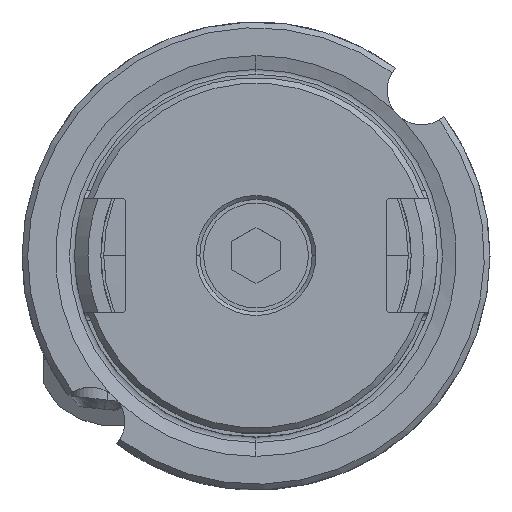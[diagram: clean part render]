
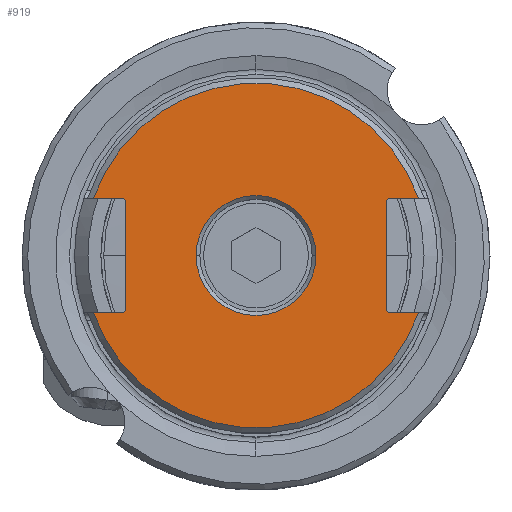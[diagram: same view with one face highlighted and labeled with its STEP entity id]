
A CAD part, top view. The second image highlights one B-rep face of the part: STEP entity #919.
In plain terms, the highlighted planar face has unit normal (0, 0, 1).
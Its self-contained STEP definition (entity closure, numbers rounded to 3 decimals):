
#328=FACE_BOUND('',#3956,.T.);
#329=FACE_BOUND('',#3957,.T.);
#919=ADVANCED_FACE('',(#328,#329),#1903,.T.);
#1903=PLANE('',#21950);
#3956=EDGE_LOOP('',(#6405,#6406,#6407,#6408,#6409,#6410,#6411,#6412,#6413,
#6414,#6415,#6416));
#3957=EDGE_LOOP('',(#6417,#6418));
#5105=CIRCLE('',#21938,0.2);
#5106=CIRCLE('',#21941,0.2);
#5107=CIRCLE('',#21944,9.05);
#5108=CIRCLE('',#21945,0.2);
#5109=CIRCLE('',#21946,0.2);
#5110=CIRCLE('',#21947,9.05);
#5111=CIRCLE('',#21948,3.15);
#5112=CIRCLE('',#21949,3.15);
#6405=ORIENTED_EDGE('',*,*,#14111,.F.);
#6406=ORIENTED_EDGE('',*,*,#14116,.F.);
#6407=ORIENTED_EDGE('',*,*,#14117,.F.);
#6408=ORIENTED_EDGE('',*,*,#14118,.T.);
#6409=ORIENTED_EDGE('',*,*,#14119,.F.);
#6410=ORIENTED_EDGE('',*,*,#14120,.T.);
#6411=ORIENTED_EDGE('',*,*,#14121,.F.);
#6412=ORIENTED_EDGE('',*,*,#14122,.T.);
#6413=ORIENTED_EDGE('',*,*,#14123,.F.);
#6414=ORIENTED_EDGE('',*,*,#14102,.F.);
#6415=ORIENTED_EDGE('',*,*,#14107,.F.);
#6416=ORIENTED_EDGE('',*,*,#14109,.F.);
#6417=ORIENTED_EDGE('',*,*,#14124,.F.);
#6418=ORIENTED_EDGE('',*,*,#14125,.F.);
#11922=VERTEX_POINT('',#30318);
#11923=VERTEX_POINT('',#30319);
#11926=VERTEX_POINT('',#30338);
#11927=VERTEX_POINT('',#30342);
#11928=VERTEX_POINT('',#30346);
#11931=VERTEX_POINT('',#30364);
#11932=VERTEX_POINT('',#30368);
#11933=VERTEX_POINT('',#30370);
#11934=VERTEX_POINT('',#30372);
#11935=VERTEX_POINT('',#30374);
#11936=VERTEX_POINT('',#30376);
#11937=VERTEX_POINT('',#30378);
#11938=VERTEX_POINT('',#30381);
#11939=VERTEX_POINT('',#30382);
#14102=EDGE_CURVE('',#11922,#11923,#16938,.T.);
#14107=EDGE_CURVE('',#11926,#11922,#5105,.T.);
#14109=EDGE_CURVE('',#11927,#11926,#16942,.T.);
#14111=EDGE_CURVE('',#11928,#11927,#5106,.T.);
#14116=EDGE_CURVE('',#11931,#11928,#16946,.T.);
#14117=EDGE_CURVE('',#11932,#11931,#5107,.T.);
#14118=EDGE_CURVE('',#11932,#11933,#16947,.T.);
#14119=EDGE_CURVE('',#11934,#11933,#5108,.T.);
#14120=EDGE_CURVE('',#11934,#11935,#16948,.T.);
#14121=EDGE_CURVE('',#11936,#11935,#5109,.T.);
#14122=EDGE_CURVE('',#11936,#11937,#16949,.T.);
#14123=EDGE_CURVE('',#11923,#11937,#5110,.T.);
#14124=EDGE_CURVE('',#11938,#11939,#5111,.T.);
#14125=EDGE_CURVE('',#11939,#11938,#5112,.T.);
#16938=LINE('',#30317,#19200);
#16942=LINE('',#30341,#19204);
#16946=LINE('',#30365,#19208);
#16947=LINE('',#30369,#19209);
#16948=LINE('',#30373,#19210);
#16949=LINE('',#30377,#19211);
#19200=VECTOR('',#24390,1.);
#19204=VECTOR('',#24400,1.);
#19208=VECTOR('',#24410,1.);
#19209=VECTOR('',#24415,1.);
#19210=VECTOR('',#24418,1.);
#19211=VECTOR('',#24421,1.);
#21938=AXIS2_PLACEMENT_3D('',#30337,#24395,#24396);
#21941=AXIS2_PLACEMENT_3D('',#30345,#24404,#24405);
#21944=AXIS2_PLACEMENT_3D('',#30367,#24413,#24414);
#21945=AXIS2_PLACEMENT_3D('',#30371,#24416,#24417);
#21946=AXIS2_PLACEMENT_3D('',#30375,#24419,#24420);
#21947=AXIS2_PLACEMENT_3D('',#30379,#24422,#24423);
#21948=AXIS2_PLACEMENT_3D('',#30380,#24424,#24425);
#21949=AXIS2_PLACEMENT_3D('',#30383,#24426,#24427);
#21950=AXIS2_PLACEMENT_3D('',#30384,#24428,#24429);
#24390=DIRECTION('',(-1.,0.,0.));
#24395=DIRECTION('',(0.,0.,1.));
#24396=DIRECTION('',(1.,0.,0.));
#24400=DIRECTION('',(0.,1.,0.));
#24404=DIRECTION('',(0.,0.,1.));
#24405=DIRECTION('',(0.,-1.,0.));
#24410=DIRECTION('',(1.,0.,0.));
#24413=DIRECTION('',(0.,0.,-1.));
#24414=DIRECTION('',(0.943,-0.332,0.));
#24415=DIRECTION('',(-1.,0.,0.));
#24416=DIRECTION('',(0.,0.,1.));
#24417=DIRECTION('',(-1.,0.,0.));
#24418=DIRECTION('',(0.,1.,0.));
#24419=DIRECTION('',(0.,0.,1.));
#24420=DIRECTION('',(0.,1.,0.));
#24421=DIRECTION('',(1.,0.,0.));
#24422=DIRECTION('',(0.,0.,-1.));
#24423=DIRECTION('',(-0.943,0.332,0.));
#24424=DIRECTION('',(0.,0.,1.));
#24425=DIRECTION('',(1.,0.,0.));
#24426=DIRECTION('',(0.,0.,1.));
#24427=DIRECTION('',(-1.,0.,0.));
#24428=DIRECTION('',(0.,0.,1.));
#24429=DIRECTION('',(-1.,0.,0.));
#30317=CARTESIAN_POINT('',(-7.05,3.004,14.5));
#30318=CARTESIAN_POINT('',(-7.05,3.004,14.5));
#30319=CARTESIAN_POINT('',(-8.537,3.004,14.5));
#30337=CARTESIAN_POINT('',(-7.05,2.804,14.5));
#30338=CARTESIAN_POINT('',(-6.85,2.804,14.5));
#30341=CARTESIAN_POINT('',(-6.85,-2.804,14.5));
#30342=CARTESIAN_POINT('',(-6.85,-2.804,14.5));
#30345=CARTESIAN_POINT('',(-7.05,-2.804,14.5));
#30346=CARTESIAN_POINT('',(-7.05,-3.004,14.5));
#30364=CARTESIAN_POINT('',(-8.537,-3.004,14.5));
#30365=CARTESIAN_POINT('',(-8.537,-3.004,14.5));
#30367=CARTESIAN_POINT('',(0.,0.,14.5));
#30368=CARTESIAN_POINT('',(8.537,-3.004,14.5));
#30369=CARTESIAN_POINT('',(8.537,-3.004,14.5));
#30370=CARTESIAN_POINT('',(7.05,-3.004,14.5));
#30371=CARTESIAN_POINT('',(7.05,-2.804,14.5));
#30372=CARTESIAN_POINT('',(6.85,-2.804,14.5));
#30373=CARTESIAN_POINT('',(6.85,-2.804,14.5));
#30374=CARTESIAN_POINT('',(6.85,2.804,14.5));
#30375=CARTESIAN_POINT('',(7.05,2.804,14.5));
#30376=CARTESIAN_POINT('',(7.05,3.004,14.5));
#30377=CARTESIAN_POINT('',(7.05,3.004,14.5));
#30378=CARTESIAN_POINT('',(8.537,3.004,14.5));
#30379=CARTESIAN_POINT('',(0.,0.,14.5));
#30380=CARTESIAN_POINT('',(0.,0.,14.5));
#30381=CARTESIAN_POINT('',(3.15,0.,14.5));
#30382=CARTESIAN_POINT('',(-3.15,0.,14.5));
#30383=CARTESIAN_POINT('',(0.,0.,14.5));
#30384=CARTESIAN_POINT('',(0.,0.,14.5));
